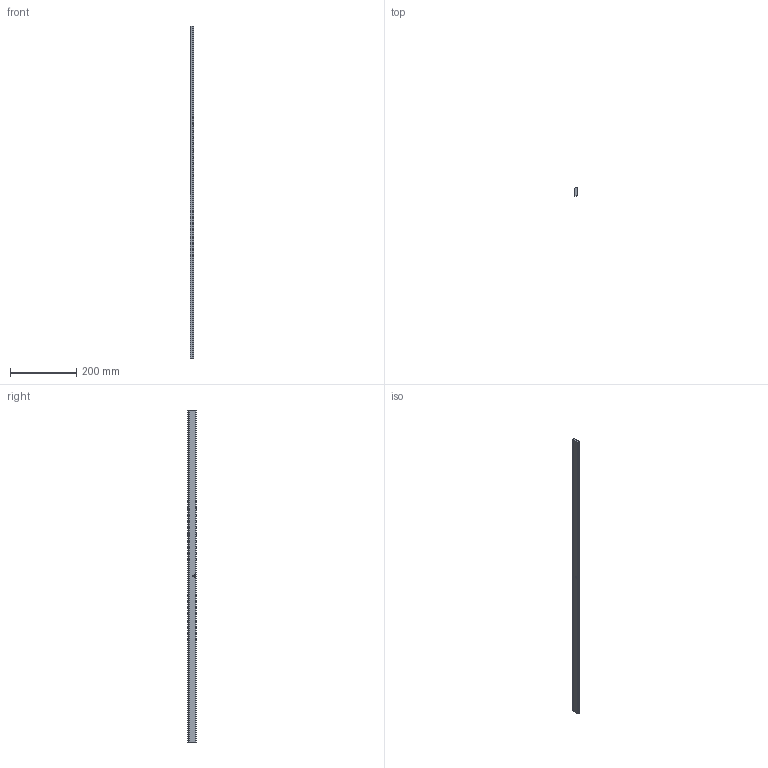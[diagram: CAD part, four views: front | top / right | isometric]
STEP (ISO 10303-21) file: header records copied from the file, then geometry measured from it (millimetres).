
FILE_DESCRIPTION (( 'STEP AP203' ), '1' );
FILE_NAME ('80500-GU-ADMK.step', '2022-07-11T11:25:11', ( '' ), ( '' ), 'SwSTEP 2.0', 'SolidWorks 2018', '' );
FILE_SCHEMA (( 'CONFIG_CONTROL_DESIGN' ));
Length unit declared in the file: millimetre
Products named in the file (1): 80500-GU-ADMK
Bounding box: 10.09 x 24.9 x 1000 mm (x, y, z)
Volume: 183611.1 mm3; surface area: 69590 mm2
Topology: 1 solids, 1 shells, 363 faces, 987 edges, 658 vertices
Faces by surface type: plane 196, bspline 143, cylinder 24
Entity records: 19020 total; most frequent: CARTESIAN_POINT 10704, ORIENTED_EDGE 1974, DIRECTION 1191, EDGE_CURVE 987, VERTEX_POINT 658, VECTOR 653, LINE 653, EDGE_LOOP 395
